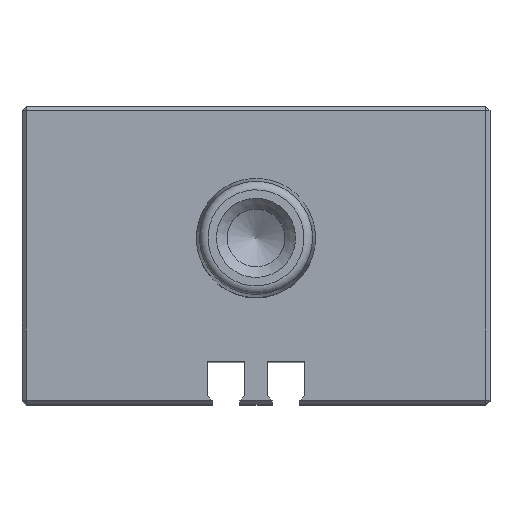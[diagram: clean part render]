
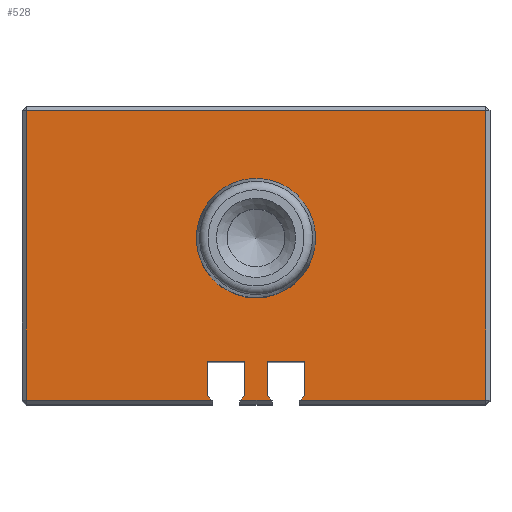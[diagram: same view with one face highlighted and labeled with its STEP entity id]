
A CAD part, top view. The second image highlights one B-rep face of the part: STEP entity #528.
In plain terms, the highlighted planar face has unit normal (0, 0, 1).
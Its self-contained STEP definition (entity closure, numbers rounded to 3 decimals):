
#84=CARTESIAN_POINT('',(5.0,0.,78.0));
#85=VERTEX_POINT('',#84);
#86=CARTESIAN_POINT('',(-2.,0.,78.0));
#87=DIRECTION('',(0.0,0.0,1.0));
#88=DIRECTION('',(1.0,0.0,0.0));
#89=AXIS2_PLACEMENT_3D('',#86,#87,#88);
#90=CIRCLE('',#89,7.);
#91=EDGE_CURVE('',#85,#85,#90,.T.);
#281=CARTESIAN_POINT('',(-0.2,-19.,78.));
#282=VERTEX_POINT('',#281);
#289=CARTESIAN_POINT('',(-3.8,-19.,78.));
#290=VERTEX_POINT('',#289);
#291=CARTESIAN_POINT('',(-3.8,-19.,78.));
#292=DIRECTION('',(1.0,0.0,0.0));
#293=VECTOR('',#292,3.6);
#294=LINE('',#291,#293);
#295=EDGE_CURVE('',#290,#282,#294,.T.);
#387=CARTESIAN_POINT('',(-0.7,-18.5,78.0));
#388=VERTEX_POINT('',#387);
#395=CARTESIAN_POINT('',(-0.2,-19.,78.));
#396=DIRECTION('',(-0.707,0.707,0.0));
#397=VECTOR('',#396,0.707);
#398=LINE('',#395,#397);
#399=EDGE_CURVE('',#282,#388,#398,.T.);
#406=CARTESIAN_POINT('',(-2.0,-2.0,78.0));
#407=DIRECTION('',(0.0,0.0,1.0));
#408=DIRECTION('',(1.0,0.0,0.0));
#409=AXIS2_PLACEMENT_3D('',#406,#407,#408);
#410=PLANE('',#409);
#411=CARTESIAN_POINT('',(-29.,-19.0,78.0));
#412=VERTEX_POINT('',#411);
#413=CARTESIAN_POINT('',(-7.2,-19.0,78.0));
#414=VERTEX_POINT('',#413);
#415=CARTESIAN_POINT('',(-29.,-19.0,78.0));
#416=DIRECTION('',(1.0,0.0,0.0));
#417=VECTOR('',#416,21.8);
#418=LINE('',#415,#417);
#419=EDGE_CURVE('',#412,#414,#418,.T.);
#420=ORIENTED_EDGE('',*,*,#419,.T.);
#421=CARTESIAN_POINT('',(-7.7,-18.5,78.0));
#422=VERTEX_POINT('',#421);
#423=CARTESIAN_POINT('',(-7.2,-19.0,78.0));
#424=DIRECTION('',(-0.707,0.707,0.0));
#425=VECTOR('',#424,0.707);
#426=LINE('',#423,#425);
#427=EDGE_CURVE('',#414,#422,#426,.T.);
#428=ORIENTED_EDGE('',*,*,#427,.T.);
#429=CARTESIAN_POINT('',(-7.7,-14.5,78.0));
#430=VERTEX_POINT('',#429);
#431=CARTESIAN_POINT('',(-7.7,-18.5,78.0));
#432=DIRECTION('',(0.0,1.0,0.0));
#433=VECTOR('',#432,4.);
#434=LINE('',#431,#433);
#435=EDGE_CURVE('',#422,#430,#434,.T.);
#436=ORIENTED_EDGE('',*,*,#435,.T.);
#437=CARTESIAN_POINT('',(-3.3,-14.5,78.0));
#438=VERTEX_POINT('',#437);
#439=CARTESIAN_POINT('',(-7.7,-14.5,78.0));
#440=DIRECTION('',(1.0,0.0,0.0));
#441=VECTOR('',#440,4.4);
#442=LINE('',#439,#441);
#443=EDGE_CURVE('',#430,#438,#442,.T.);
#444=ORIENTED_EDGE('',*,*,#443,.T.);
#445=CARTESIAN_POINT('',(-3.3,-18.5,78.0));
#446=VERTEX_POINT('',#445);
#447=CARTESIAN_POINT('',(-3.3,-14.5,78.0));
#448=DIRECTION('',(0.0,-1.0,0.0));
#449=VECTOR('',#448,4.);
#450=LINE('',#447,#449);
#451=EDGE_CURVE('',#438,#446,#450,.T.);
#452=ORIENTED_EDGE('',*,*,#451,.T.);
#453=CARTESIAN_POINT('',(-3.3,-18.5,78.0));
#454=DIRECTION('',(-0.707,-0.707,0.0));
#455=VECTOR('',#454,0.707);
#456=LINE('',#453,#455);
#457=EDGE_CURVE('',#446,#290,#456,.T.);
#458=ORIENTED_EDGE('',*,*,#457,.T.);
#459=ORIENTED_EDGE('',*,*,#295,.T.);
#460=ORIENTED_EDGE('',*,*,#399,.T.);
#461=CARTESIAN_POINT('',(-0.7,-14.5,78.0));
#462=VERTEX_POINT('',#461);
#463=CARTESIAN_POINT('',(-0.7,-18.5,78.0));
#464=DIRECTION('',(0.0,1.0,0.0));
#465=VECTOR('',#464,4.);
#466=LINE('',#463,#465);
#467=EDGE_CURVE('',#388,#462,#466,.T.);
#468=ORIENTED_EDGE('',*,*,#467,.T.);
#469=CARTESIAN_POINT('',(3.7,-14.5,78.0));
#470=VERTEX_POINT('',#469);
#471=CARTESIAN_POINT('',(-0.7,-14.5,78.0));
#472=DIRECTION('',(1.0,0.0,0.0));
#473=VECTOR('',#472,4.4);
#474=LINE('',#471,#473);
#475=EDGE_CURVE('',#462,#470,#474,.T.);
#476=ORIENTED_EDGE('',*,*,#475,.T.);
#477=CARTESIAN_POINT('',(3.7,-18.5,78.0));
#478=VERTEX_POINT('',#477);
#479=CARTESIAN_POINT('',(3.7,-14.5,78.0));
#480=DIRECTION('',(0.0,-1.0,0.0));
#481=VECTOR('',#480,4.);
#482=LINE('',#479,#481);
#483=EDGE_CURVE('',#470,#478,#482,.T.);
#484=ORIENTED_EDGE('',*,*,#483,.T.);
#485=CARTESIAN_POINT('',(3.2,-19.0,78.0));
#486=VERTEX_POINT('',#485);
#487=CARTESIAN_POINT('',(3.7,-18.5,78.0));
#488=DIRECTION('',(-0.707,-0.707,0.0));
#489=VECTOR('',#488,0.707);
#490=LINE('',#487,#489);
#491=EDGE_CURVE('',#478,#486,#490,.T.);
#492=ORIENTED_EDGE('',*,*,#491,.T.);
#493=CARTESIAN_POINT('',(25.0,-19.0,78.0));
#494=VERTEX_POINT('',#493);
#495=CARTESIAN_POINT('',(3.2,-19.0,78.0));
#496=DIRECTION('',(1.0,0.0,0.0));
#497=VECTOR('',#496,21.8);
#498=LINE('',#495,#497);
#499=EDGE_CURVE('',#486,#494,#498,.T.);
#500=ORIENTED_EDGE('',*,*,#499,.T.);
#501=CARTESIAN_POINT('',(25.0,15.0,78.0));
#502=VERTEX_POINT('',#501);
#503=CARTESIAN_POINT('',(25.0,-19.0,78.0));
#504=DIRECTION('',(0.0,1.0,0.0));
#505=VECTOR('',#504,34.0);
#506=LINE('',#503,#505);
#507=EDGE_CURVE('',#494,#502,#506,.T.);
#508=ORIENTED_EDGE('',*,*,#507,.T.);
#509=CARTESIAN_POINT('',(-29.,15.0,78.0));
#510=VERTEX_POINT('',#509);
#511=CARTESIAN_POINT('',(25.0,15.0,78.0));
#512=DIRECTION('',(-1.0,0.0,0.0));
#513=VECTOR('',#512,54.);
#514=LINE('',#511,#513);
#515=EDGE_CURVE('',#502,#510,#514,.T.);
#516=ORIENTED_EDGE('',*,*,#515,.T.);
#517=CARTESIAN_POINT('',(-29.,15.0,78.0));
#518=DIRECTION('',(0.0,-1.0,0.0));
#519=VECTOR('',#518,34.0);
#520=LINE('',#517,#519);
#521=EDGE_CURVE('',#510,#412,#520,.T.);
#522=ORIENTED_EDGE('',*,*,#521,.T.);
#523=EDGE_LOOP('',(#420,#428,#436,#444,#452,#458,#459,#460,#468,#476,#484,#492,#500,#508,#516,#522));
#524=FACE_OUTER_BOUND('',#523,.T.);
#525=ORIENTED_EDGE('',*,*,#91,.F.);
#526=EDGE_LOOP('',(#525));
#527=FACE_BOUND('',#526,.T.);
#528=ADVANCED_FACE('',(#524,#527),#410,.T.);
